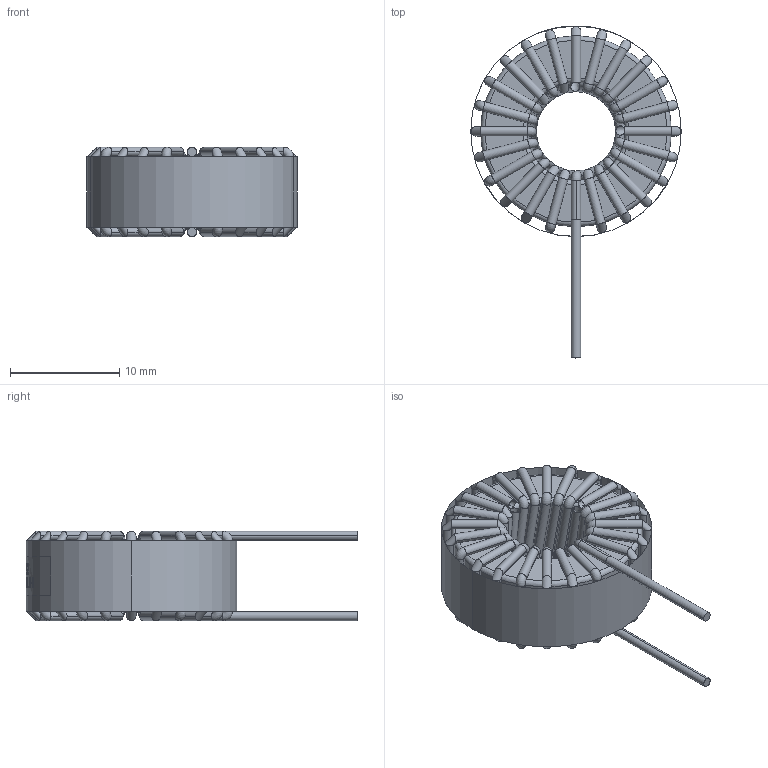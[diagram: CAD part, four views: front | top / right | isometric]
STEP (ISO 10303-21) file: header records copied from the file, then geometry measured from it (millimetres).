
FILE_DESCRIPTION (( 'STEP AP214' ), '1' );
FILE_NAME ('HTTI-22-6.7.STEP', '2024-08-15T17:27:16', ( '' ), ( '' ), 'SwSTEP 2.0', 'SolidWorks 2024', '' );
FILE_SCHEMA (( 'AUTOMOTIVE_DESIGN' ));
Length unit declared in the file: millimetre
Products named in the file (1): HTTI-22-6.7
Bounding box: 19.3 x 30.43 x 8.2 mm (x, y, z)
Surface area: 2869.8 mm2 (no closed solid volume)
Topology: 0 solids, 3 shells, 326 faces, 1155 edges, 665 vertices
Faces by surface type: cylinder 220, torus 102, plane 4
Entity records: 15402 total; most frequent: CARTESIAN_POINT 2685, DIRECTION 2190, ORIENTED_EDGE 1930, AXIS2_PLACEMENT_3D 979, EDGE_CURVE 967, VERTEX_POINT 665, CIRCLE 652, EDGE_LOOP 348
